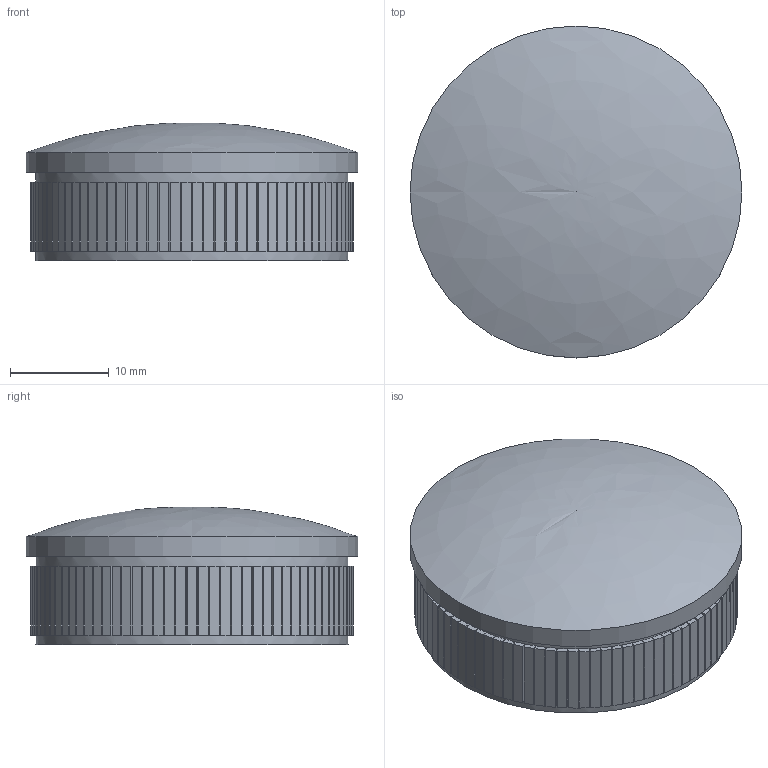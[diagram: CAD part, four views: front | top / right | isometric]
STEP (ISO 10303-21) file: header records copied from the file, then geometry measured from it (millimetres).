
FILE_DESCRIPTION(('STEP AP214'),'1');
FILE_NAME('1802_Cosch_Edelstahltechnik.stp','2018-09-29T07:55:51',(' '),(' '),'Spatial InterOp 3D',' ',' ');
FILE_SCHEMA(('AUTOMOTIVE_DESIGN { 1 0 10303 214 1 1 1 1 }'));
Length unit declared in the file: metre
Products named in the file (1): 1537894043
Bounding box: 33.7 x 33.7 x 14.01 mm (x, y, z)
Volume: 10602.4 mm3; surface area: 3654 mm2
Topology: 1 solids, 1 shells, 455 faces, 1091 edges, 727 vertices
Faces by surface type: plane 452, cylinder 2, bspline 1
Full cylindrical faces by diameter (mm): 31.7 x1, 33.7 x1
Entity records: 16738 total; most frequent: CARTESIAN_POINT 2292, DIRECTION 2178, ORIENTED_EDGE 2168, EDGE_CURVE 1084, LINE 900, VECTOR 900, VERTEX_POINT 725, AXIS2_PLACEMENT_3D 639
